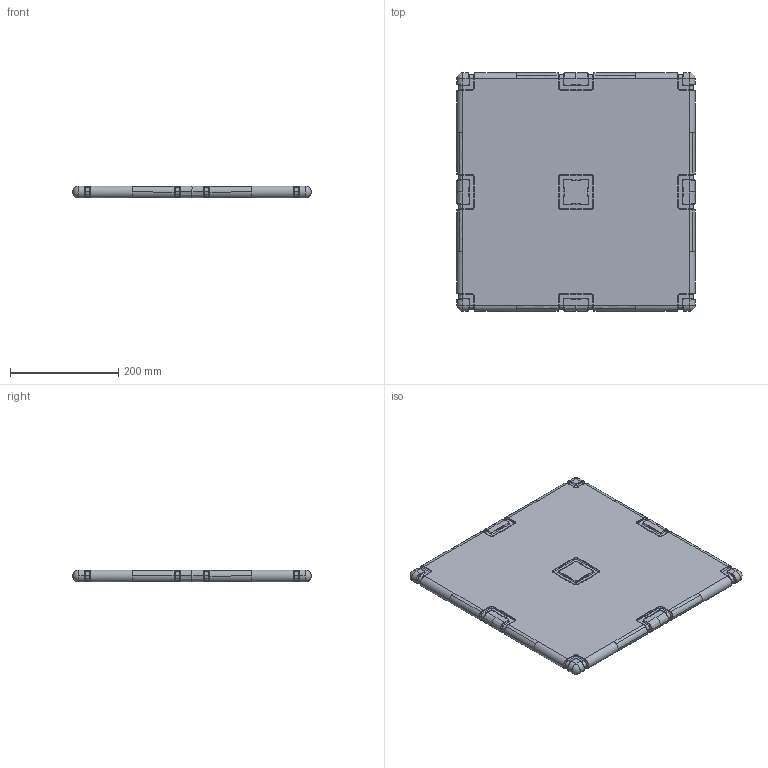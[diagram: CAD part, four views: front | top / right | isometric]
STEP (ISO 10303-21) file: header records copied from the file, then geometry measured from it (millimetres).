
FILE_DESCRIPTION (( 'STEP AP214' ), '1' );
FILE_NAME ('board-single-piece-one-side-flat-22x440x440.STEP', '2024-01-11T05:46:51', ( '' ), ( '' ), 'SwSTEP 2.0', 'SolidWorks 2023', '' );
FILE_SCHEMA (( 'AUTOMOTIVE_DESIGN' ));
Length unit declared in the file: millimetre
Products named in the file (1): board-single-piece-one-side-flat-22x440x440
Bounding box: 440 x 440 x 22 mm (x, y, z)
Volume: 4098665.6 mm3; surface area: 420431.2 mm2
Topology: 1 solids, 1 shells, 1305 faces, 3244 edges, 1939 vertices
Faces by surface type: bspline 1040, cylinder 223, plane 38, sphere 4
Entity records: 122155 total; most frequent: CARTESIAN_POINT 100870, ORIENTED_EDGE 6468, EDGE_CURVE 3234, B_SPLINE_CURVE_WITH_KNOTS 2687, VERTEX_POINT 1935, EDGE_LOOP 1309, ADVANCED_FACE 1305, FACE_OUTER_BOUND 1305
